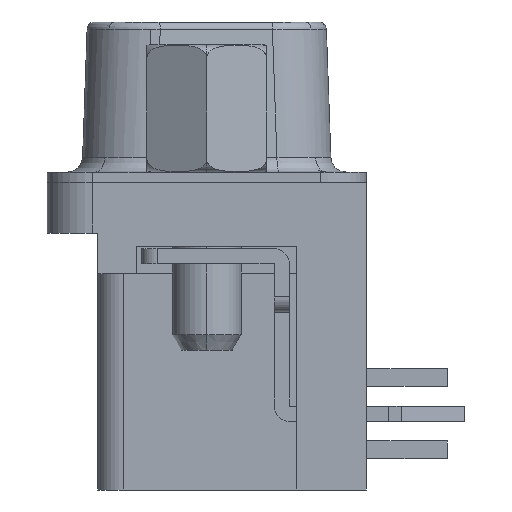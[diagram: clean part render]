
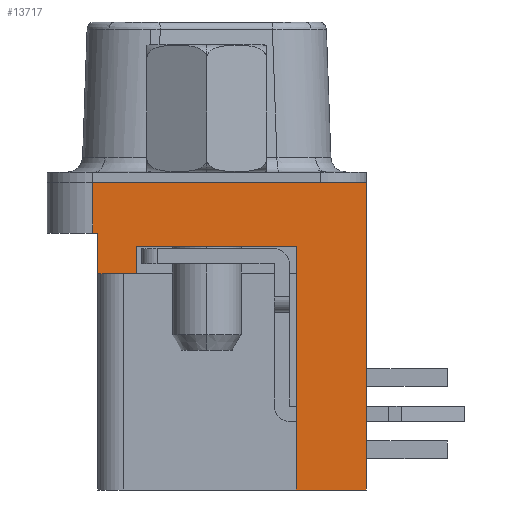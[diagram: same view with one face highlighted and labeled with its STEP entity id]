
A CAD part, left-side view. The second image highlights one B-rep face of the part: STEP entity #13717.
In plain terms, the highlighted planar face has unit normal (-1, 0, 0).
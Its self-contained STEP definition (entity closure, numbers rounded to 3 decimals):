
#14 = CARTESIAN_POINT ( 'NONE',  ( -15.4, 4.275, -1.99 ) ) ;
#1200 = AXIS2_PLACEMENT_3D ( 'NONE', #6073, #3379, #9749 ) ;
#1433 = ORIENTED_EDGE ( 'NONE', *, *, #20331, .T. ) ;
#1639 = CARTESIAN_POINT ( 'NONE',  ( -15.4, 2.775, -3.59 ) ) ;
#1857 = LINE ( 'NONE', #13005, #20383 ) ;
#2301 = CARTESIAN_POINT ( 'NONE',  ( -15.4, -3.525, -2.5 ) ) ;
#2480 = ORIENTED_EDGE ( 'NONE', *, *, #5314, .T. ) ;
#2514 = CARTESIAN_POINT ( 'NONE',  ( -15.4, 4.275, -1.99 ) ) ;
#2536 = VERTEX_POINT ( 'NONE', #15974 ) ;
#2718 = VERTEX_POINT ( 'NONE', #19786 ) ;
#2833 = VERTEX_POINT ( 'NONE', #12382 ) ;
#3090 = ORIENTED_EDGE ( 'NONE', *, *, #15090, .T. ) ;
#3163 = VECTOR ( 'NONE', #5588, 1000. ) ;
#3379 = DIRECTION ( 'NONE',  ( -1., 0., 0. ) ) ;
#4068 = EDGE_CURVE ( 'NONE', #2536, #2833, #18775, .T. ) ;
#4084 = CARTESIAN_POINT ( 'NONE',  ( -15.4, -6.275, -12.09 ) ) ;
#4183 = DIRECTION ( 'NONE',  ( 0., 1., 0. ) ) ;
#4239 = LINE ( 'NONE', #7346, #3163 ) ;
#4488 = DIRECTION ( 'NONE',  ( 0., -1., 0. ) ) ;
#4506 = EDGE_CURVE ( 'NONE', #2833, #11207, #19911, .T. ) ;
#4582 = VECTOR ( 'NONE', #4488, 1000. ) ;
#4851 = ORIENTED_EDGE ( 'NONE', *, *, #4068, .T. ) ;
#5314 = EDGE_CURVE ( 'NONE', #10551, #6454, #17372, .T. ) ;
#5588 = DIRECTION ( 'NONE',  ( 0., 1., 0. ) ) ;
#5592 = VECTOR ( 'NONE', #12676, 1000. ) ;
#5831 = EDGE_LOOP ( 'NONE', ( #12768, #3090, #18224, #10507, #13489, #19377, #2480, #1433, #4851, #11393 ) ) ;
#5860 = DIRECTION ( 'NONE',  ( 0., 0., -1. ) ) ;
#6073 = CARTESIAN_POINT ( 'NONE',  ( -15.4, -6.275, -12.09 ) ) ;
#6346 = CARTESIAN_POINT ( 'NONE',  ( -15.4, -6.275, -12.09 ) ) ;
#6391 = EDGE_CURVE ( 'NONE', #2718, #13221, #19806, .T. ) ;
#6454 = VERTEX_POINT ( 'NONE', #2301 ) ;
#6623 = LINE ( 'NONE', #1639, #5592 ) ;
#6887 = DIRECTION ( 'NONE',  ( 0., 0., -1. ) ) ;
#7346 = CARTESIAN_POINT ( 'NONE',  ( -15.4, 6.275, -1.99 ) ) ;
#7439 = CARTESIAN_POINT ( 'NONE',  ( -15.4, 2.775, -2.5 ) ) ;
#7485 = CARTESIAN_POINT ( 'NONE',  ( -15.4, 2.775, -2.5 ) ) ;
#7926 = VERTEX_POINT ( 'NONE', #9552 ) ;
#7997 = VECTOR ( 'NONE', #4183, 1000. ) ;
#9552 = CARTESIAN_POINT ( 'NONE',  ( -15.4, 4.475, -1.99 ) ) ;
#9570 = CARTESIAN_POINT ( 'NONE',  ( -15.4, 4.475, 0. ) ) ;
#9749 = DIRECTION ( 'NONE',  ( 0., 0., 1. ) ) ;
#9996 = EDGE_CURVE ( 'NONE', #2718, #10551, #6623, .T. ) ;
#10288 = VECTOR ( 'NONE', #15556, 1000. ) ;
#10419 = CARTESIAN_POINT ( 'NONE',  ( -15.4, 4.275, -3.59 ) ) ;
#10507 = ORIENTED_EDGE ( 'NONE', *, *, #18056, .T. ) ;
#10551 = VERTEX_POINT ( 'NONE', #7485 ) ;
#11207 = VERTEX_POINT ( 'NONE', #19413 ) ;
#11310 = FACE_OUTER_BOUND ( 'NONE', #5831, .T. ) ;
#11393 = ORIENTED_EDGE ( 'NONE', *, *, #4506, .T. ) ;
#11861 = LINE ( 'NONE', #17142, #10288 ) ;
#11971 = VECTOR ( 'NONE', #6887, 1000. ) ;
#12358 = DIRECTION ( 'NONE',  ( 0., -1., 0. ) ) ;
#12382 = CARTESIAN_POINT ( 'NONE',  ( -15.4, -6.275, -12.09 ) ) ;
#12465 = EDGE_CURVE ( 'NONE', #12861, #7926, #4239, .T. ) ;
#12582 = VECTOR ( 'NONE', #12358, 1000. ) ;
#12676 = DIRECTION ( 'NONE',  ( 0., 0., 1. ) ) ;
#12768 = ORIENTED_EDGE ( 'NONE', *, *, #17798, .F. ) ;
#12861 = VERTEX_POINT ( 'NONE', #14 ) ;
#13005 = CARTESIAN_POINT ( 'NONE',  ( -15.4, 4.475, -12.09 ) ) ;
#13221 = VERTEX_POINT ( 'NONE', #20357 ) ;
#13363 = LINE ( 'NONE', #2514, #11971 ) ;
#13489 = ORIENTED_EDGE ( 'NONE', *, *, #6391, .F. ) ;
#13717 = ADVANCED_FACE ( 'NONE', ( #11310 ), #17657, .T. ) ;
#15090 = EDGE_CURVE ( 'NONE', #18788, #7926, #1857, .T. ) ;
#15556 = DIRECTION ( 'NONE',  ( 0., -1., 0. ) ) ;
#15974 = CARTESIAN_POINT ( 'NONE',  ( -15.4, -3.525, -12.09 ) ) ;
#16533 = DIRECTION ( 'NONE',  ( 0., 0., -1. ) ) ;
#17020 = VECTOR ( 'NONE', #5860, 1000. ) ;
#17142 = CARTESIAN_POINT ( 'NONE',  ( -15.4, -6.275, 0. ) ) ;
#17254 = VECTOR ( 'NONE', #18556, 1000. ) ;
#17372 = LINE ( 'NONE', #7439, #12582 ) ;
#17657 = PLANE ( 'NONE',  #1200 ) ;
#17798 = EDGE_CURVE ( 'NONE', #18788, #11207, #11861, .T. ) ;
#18056 = EDGE_CURVE ( 'NONE', #12861, #13221, #13363, .T. ) ;
#18224 = ORIENTED_EDGE ( 'NONE', *, *, #12465, .F. ) ;
#18381 = LINE ( 'NONE', #19839, #17020 ) ;
#18556 = DIRECTION ( 'NONE',  ( 0., 0., 1. ) ) ;
#18775 = LINE ( 'NONE', #6346, #4582 ) ;
#18788 = VERTEX_POINT ( 'NONE', #9570 ) ;
#19377 = ORIENTED_EDGE ( 'NONE', *, *, #9996, .T. ) ;
#19413 = CARTESIAN_POINT ( 'NONE',  ( -15.4, -6.275, 0. ) ) ;
#19786 = CARTESIAN_POINT ( 'NONE',  ( -15.4, 2.775, -3.59 ) ) ;
#19806 = LINE ( 'NONE', #10419, #7997 ) ;
#19839 = CARTESIAN_POINT ( 'NONE',  ( -15.4, -3.525, -3.59 ) ) ;
#19911 = LINE ( 'NONE', #4084, #17254 ) ;
#20331 = EDGE_CURVE ( 'NONE', #6454, #2536, #18381, .T. ) ;
#20357 = CARTESIAN_POINT ( 'NONE',  ( -15.4, 4.275, -3.59 ) ) ;
#20383 = VECTOR ( 'NONE', #16533, 1000. ) ;
